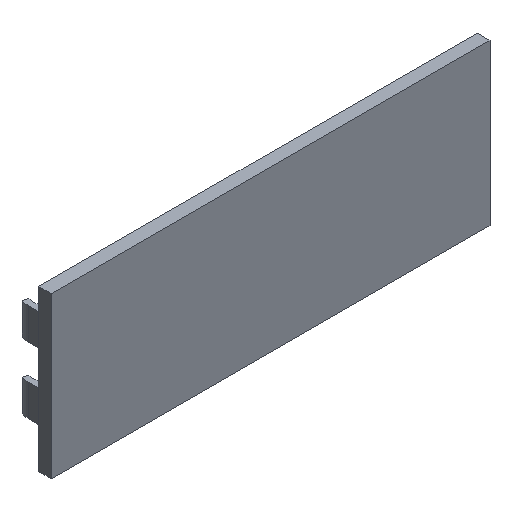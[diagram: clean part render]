
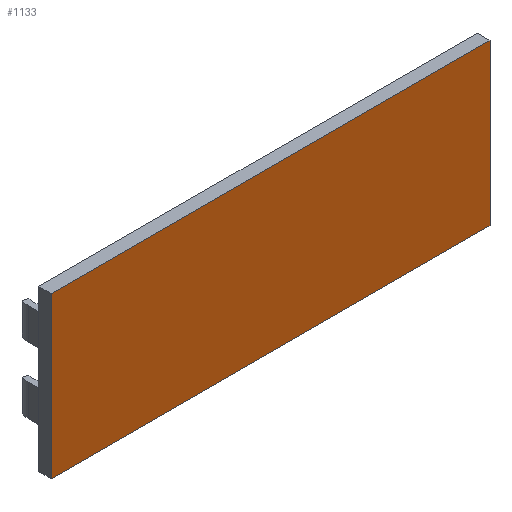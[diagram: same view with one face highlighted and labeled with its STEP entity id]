
A CAD part, isometric view. The second image highlights one B-rep face of the part: STEP entity #1133.
In plain terms, the highlighted planar face has unit normal (0, -1, 0).
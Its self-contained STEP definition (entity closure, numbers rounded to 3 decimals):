
#32 = VERTEX_POINT('',#33);
#33 = CARTESIAN_POINT('',(-35.5,-1.,25.4));
#39 = EDGE_CURVE('',#40,#32,#42,.T.);
#40 = VERTEX_POINT('',#41);
#41 = CARTESIAN_POINT('',(-35.5,-1.,0.));
#42 = LINE('',#43,#44);
#43 = CARTESIAN_POINT('',(-35.5,-1.,0.));
#44 = VECTOR('',#45,1.);
#45 = DIRECTION('',(0.,0.,1.));
#282 = VERTEX_POINT('',#283);
#283 = CARTESIAN_POINT('',(34.,-1.,0.));
#289 = EDGE_CURVE('',#282,#290,#292,.T.);
#290 = VERTEX_POINT('',#291);
#291 = CARTESIAN_POINT('',(34.,-1.,25.4));
#292 = LINE('',#293,#294);
#293 = CARTESIAN_POINT('',(34.,-1.,0.));
#294 = VECTOR('',#295,1.);
#295 = DIRECTION('',(0.,0.,1.));
#1106 = EDGE_CURVE('',#40,#282,#1107,.T.);
#1107 = LINE('',#1108,#1109);
#1108 = CARTESIAN_POINT('',(-34.,-1.,0.));
#1109 = VECTOR('',#1110,1.);
#1110 = DIRECTION('',(1.,0.,0.));
#1121 = EDGE_CURVE('',#32,#290,#1122,.T.);
#1122 = LINE('',#1123,#1124);
#1123 = CARTESIAN_POINT('',(-35.5,-1.,25.4));
#1124 = VECTOR('',#1125,1.);
#1125 = DIRECTION('',(1.,0.,0.));
#1133 = ADVANCED_FACE('',(#1134),#1140,.T.);
#1134 = FACE_BOUND('',#1135,.T.);
#1135 = EDGE_LOOP('',(#1136,#1137,#1138,#1139));
#1136 = ORIENTED_EDGE('',*,*,#39,.F.);
#1137 = ORIENTED_EDGE('',*,*,#1106,.T.);
#1138 = ORIENTED_EDGE('',*,*,#289,.T.);
#1139 = ORIENTED_EDGE('',*,*,#1121,.F.);
#1140 = PLANE('',#1141);
#1141 = AXIS2_PLACEMENT_3D('',#1142,#1143,#1144);
#1142 = CARTESIAN_POINT('',(-0.75,-1.,12.7));
#1143 = DIRECTION('',(-0.,-1.,0.));
#1144 = DIRECTION('',(0.,0.,-1.));
